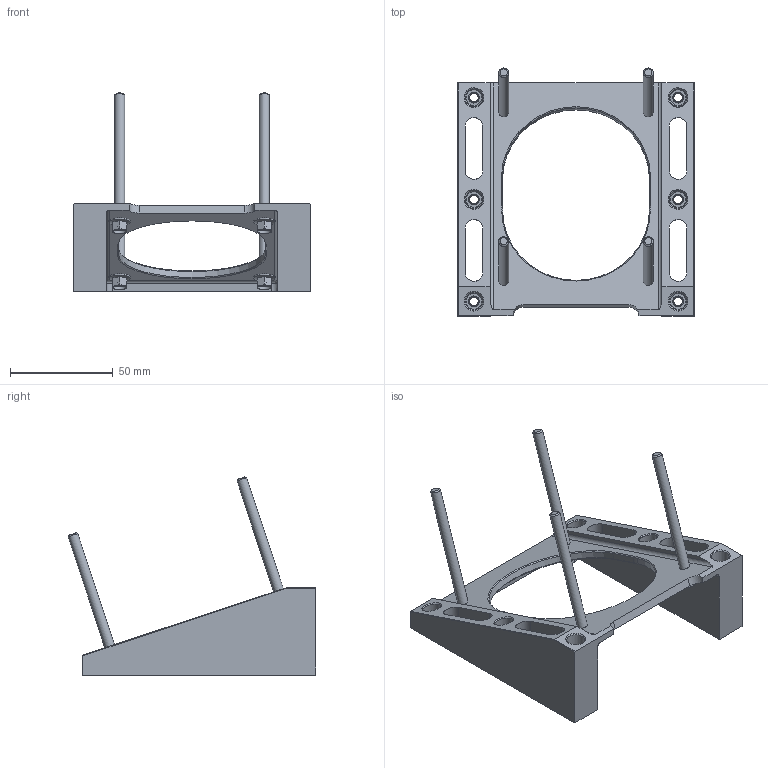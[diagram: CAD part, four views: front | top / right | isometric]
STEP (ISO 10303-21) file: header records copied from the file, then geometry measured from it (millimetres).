
FILE_DESCRIPTION(/* description */ (''),/* implementation_level */ '2;1');
FILE_NAME(/* name */ 'Mounting_Plate v2.step',/* time_stamp */ '2024-11-15T09:11:47+11:00',/* author */ (''),/* organization */ (''),/* preprocessor_version */ 'ST-DEVELOPER v20',/* originating_system */ 'Autodesk Translation Framework v13.20.0.188',/* authorisation */ '');
FILE_SCHEMA (('AUTOMOTIVE_DESIGN { 1 0 10303 214 3 1 1 }'));
Length unit declared in the file: millimetre
Products named in the file (3): Mounting_Plate v2; Component1; Indented Hex Flange Head Machine Screw ANSI B18.6.7M - M5x0.8 x 45 St
eel Grade 8 Plain v7
Assembly tree (5 placements, depth 2):
  Mounting_Plate v2
    Component1
    Indented Hex Flange Head Machine Screw ANSI B18.6.7M - M5x0.8 x 45 St
eel Grade 8 Plain v7  x4
Bounding box: 115 x 120.48 x 96.34 mm (x, y, z)
Volume: 90160 mm3; surface area: 46852.4 mm2
Topology: 5 solids, 5 shells, 313 faces, 789 edges, 500 vertices
Faces by surface type: cylinder 127, plane 104, cone 48, bspline 26, torus 8
Full cylindrical faces by diameter (mm): 4.234 x14, 4.901 x4, 5.12 x8, 6.2 x4, 8.65 x6
Entity records: 16017 total; most frequent: CARTESIAN_POINT 9910, ORIENTED_EDGE 1362, DIRECTION 1090, EDGE_CURVE 681, VERTEX_POINT 431, AXIS2_PLACEMENT_3D 427, EDGE_LOOP 300, FACE_OUTER_BOUND 262
